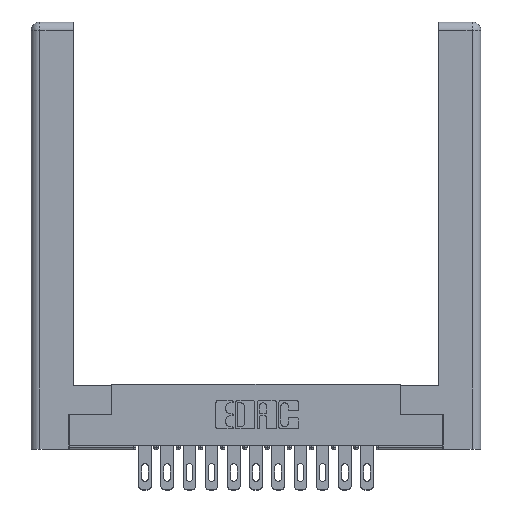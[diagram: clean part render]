
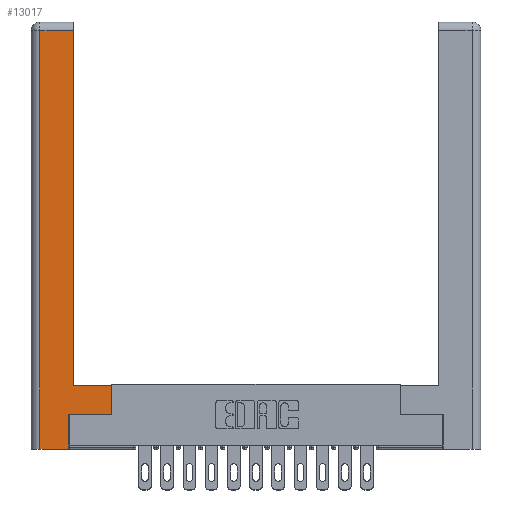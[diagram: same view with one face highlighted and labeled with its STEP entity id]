
A CAD part, top view. The second image highlights one B-rep face of the part: STEP entity #13017.
In plain terms, the highlighted planar face has unit normal (0, 0, 1).
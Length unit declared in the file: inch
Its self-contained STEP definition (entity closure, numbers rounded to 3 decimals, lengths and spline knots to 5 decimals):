
#549 = LINE ( 'NONE', #9429, #11193 ) ;
#591 = DIRECTION ( 'NONE',  ( 1., 0., 0. ) ) ;
#831 = DIRECTION ( 'NONE',  ( -1., 0., 0. ) ) ;
#1213 = AXIS2_PLACEMENT_3D ( 'NONE', #7670, #3664, #831 ) ;
#1618 = CARTESIAN_POINT ( 'NONE',  ( 0.0615, 2.94, 0. ) ) ;
#1763 = FACE_OUTER_BOUND ( 'NONE', #2824, .T. ) ;
#1945 = CARTESIAN_POINT ( 'NONE',  ( 0.0615, 0., 0. ) ) ;
#1980 = LINE ( 'NONE', #9208, #16632 ) ;
#1985 = EDGE_CURVE ( 'NONE', #16282, #16392, #6432, .T. ) ;
#2354 = DIRECTION ( 'NONE',  ( 1., 0., 0. ) ) ;
#2776 = ORIENTED_EDGE ( 'NONE', *, *, #1985, .T. ) ;
#2824 = EDGE_LOOP ( 'NONE', ( #12924, #9271, #13070, #4849, #4768, #2776, #11812, #13301 ) ) ;
#2922 = DIRECTION ( 'NONE',  ( -1., 0., 0. ) ) ;
#3639 = VERTEX_POINT ( 'NONE', #15197 ) ;
#3664 = DIRECTION ( 'NONE',  ( 0., 0., -1. ) ) ;
#3979 = CARTESIAN_POINT ( 'NONE',  ( 0.565, 0.245, 0. ) ) ;
#4049 = CARTESIAN_POINT ( 'NONE',  ( 0.295, 2.94, 0. ) ) ;
#4606 = VECTOR ( 'NONE', #2922, 39.37008 ) ;
#4768 = ORIENTED_EDGE ( 'NONE', *, *, #13007, .T. ) ;
#4849 = ORIENTED_EDGE ( 'NONE', *, *, #5305, .T. ) ;
#5305 = EDGE_CURVE ( 'NONE', #16705, #16322, #15724, .T. ) ;
#5399 = DIRECTION ( 'NONE',  ( -1., 0., 0. ) ) ;
#6204 = DIRECTION ( 'NONE',  ( 0., -1., 0. ) ) ;
#6432 = LINE ( 'NONE', #7609, #14227 ) ;
#6576 = CARTESIAN_POINT ( 'NONE',  ( 0.565, 0.45, 0. ) ) ;
#6672 = VECTOR ( 'NONE', #5399, 39.37008 ) ;
#6925 = LINE ( 'NONE', #12783, #18256 ) ;
#7457 = EDGE_CURVE ( 'NONE', #16256, #10872, #549, .T. ) ;
#7609 = CARTESIAN_POINT ( 'NONE',  ( 0.565, 0.245, 0. ) ) ;
#7670 = CARTESIAN_POINT ( 'NONE',  ( 0., 0., 0. ) ) ;
#7747 = LINE ( 'NONE', #9565, #6672 ) ;
#8477 = DIRECTION ( 'NONE',  ( 0., 1., 0. ) ) ;
#8828 = LINE ( 'NONE', #1618, #4606 ) ;
#9208 = CARTESIAN_POINT ( 'NONE',  ( 0.265, 0.245, 0. ) ) ;
#9271 = ORIENTED_EDGE ( 'NONE', *, *, #13715, .T. ) ;
#9429 = CARTESIAN_POINT ( 'NONE',  ( 0.295, 3., 0. ) ) ;
#9565 = CARTESIAN_POINT ( 'NONE',  ( 0.295, 0.45, 0. ) ) ;
#9760 = EDGE_CURVE ( 'NONE', #10761, #16256, #7747, .T. ) ;
#9969 = VECTOR ( 'NONE', #6204, 39.37008 ) ;
#10739 = CARTESIAN_POINT ( 'NONE',  ( 0.295, 0.45, 0. ) ) ;
#10761 = VERTEX_POINT ( 'NONE', #6576 ) ;
#10872 = VERTEX_POINT ( 'NONE', #4049 ) ;
#11193 = VECTOR ( 'NONE', #16695, 39.37008 ) ;
#11711 = EDGE_CURVE ( 'NONE', #16392, #10761, #6925, .T. ) ;
#11812 = ORIENTED_EDGE ( 'NONE', *, *, #11711, .T. ) ;
#11910 = PLANE ( 'NONE',  #1213 ) ;
#11996 = CARTESIAN_POINT ( 'NONE',  ( 0.265, 0., 0. ) ) ;
#12783 = CARTESIAN_POINT ( 'NONE',  ( 0.565, 0.45, 0. ) ) ;
#12924 = ORIENTED_EDGE ( 'NONE', *, *, #7457, .T. ) ;
#13007 = EDGE_CURVE ( 'NONE', #16322, #16282, #1980, .T. ) ;
#13017 = ADVANCED_FACE ( 'NONE', ( #1763 ), #11910, .F. ) ;
#13059 = LINE ( 'NONE', #1945, #9969 ) ;
#13070 = ORIENTED_EDGE ( 'NONE', *, *, #13575, .T. ) ;
#13301 = ORIENTED_EDGE ( 'NONE', *, *, #9760, .T. ) ;
#13545 = DIRECTION ( 'NONE',  ( 0., 1., 0. ) ) ;
#13575 = EDGE_CURVE ( 'NONE', #3639, #16705, #13059, .T. ) ;
#13715 = EDGE_CURVE ( 'NONE', #10872, #3639, #8828, .T. ) ;
#13971 = VECTOR ( 'NONE', #2354, 39.37008 ) ;
#14227 = VECTOR ( 'NONE', #591, 39.37008 ) ;
#15193 = CARTESIAN_POINT ( 'NONE',  ( 0.265, 0.245, 0. ) ) ;
#15197 = CARTESIAN_POINT ( 'NONE',  ( 0.0615, 2.94, 0. ) ) ;
#15724 = LINE ( 'NONE', #11996, #13971 ) ;
#16256 = VERTEX_POINT ( 'NONE', #10739 ) ;
#16282 = VERTEX_POINT ( 'NONE', #15193 ) ;
#16322 = VERTEX_POINT ( 'NONE', #16618 ) ;
#16392 = VERTEX_POINT ( 'NONE', #3979 ) ;
#16618 = CARTESIAN_POINT ( 'NONE',  ( 0.265, 0., 0. ) ) ;
#16632 = VECTOR ( 'NONE', #13545, 39.37008 ) ;
#16695 = DIRECTION ( 'NONE',  ( 0., 1., 0. ) ) ;
#16705 = VERTEX_POINT ( 'NONE', #17769 ) ;
#17769 = CARTESIAN_POINT ( 'NONE',  ( 0.0615, 0., 0. ) ) ;
#18256 = VECTOR ( 'NONE', #8477, 39.37008 ) ;
